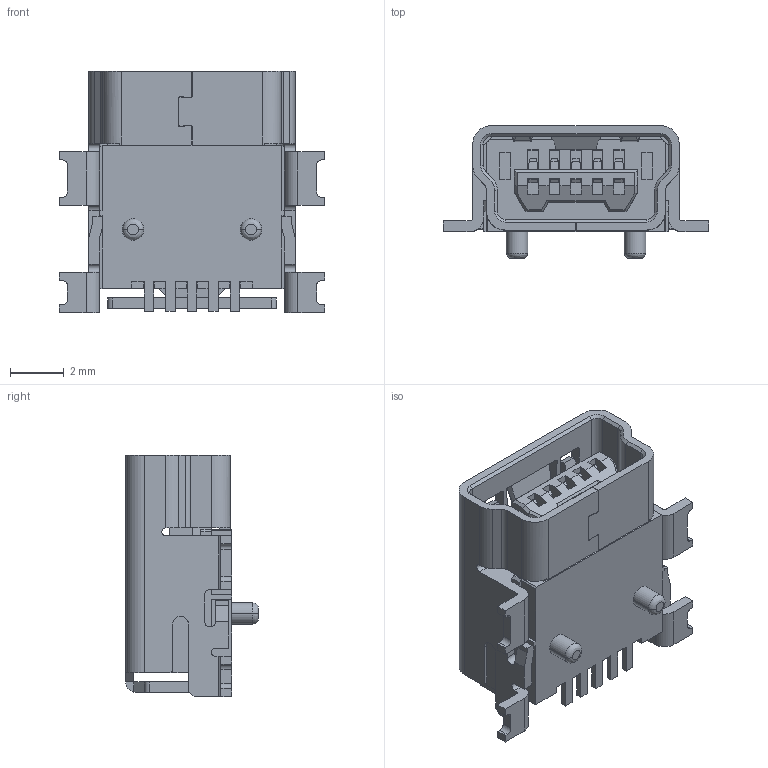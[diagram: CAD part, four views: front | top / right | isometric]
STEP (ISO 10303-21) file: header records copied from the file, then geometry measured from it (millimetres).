
FILE_DESCRIPTION((''),'2;1');
FILE_NAME('675031020','2011-02-24T',('gb'),(''),'PRO/ENGINEER BY PARAMETRIC TECHNOLOGY CORPORATION, 2003451','PRO/ENGINEER BY PARAMETRIC TECHNOLOGY CORPORATION, 2003451','');
FILE_SCHEMA(('CONFIG_CONTROL_DESIGN'));
Length unit declared in the file: millimetre
Products named in the file (1): 675031020
Bounding box: 9.9 x 4.95 x 9 mm (x, y, z)
Volume: 158.7 mm3; surface area: 583.1 mm2
Topology: 1 solids, 1 shells, 562 faces, 1686 edges, 1114 vertices
Faces by surface type: plane 415, cylinder 115, bspline 24, cone 8
Entity records: 19566 total; most frequent: CARTESIAN_POINT 4377, ORIENTED_EDGE 3288, DIRECTION 2920, EDGE_CURVE 1644, VECTOR 1350, LINE 1350, VERTEX_POINT 1070, AXIS2_PLACEMENT_3D 785
